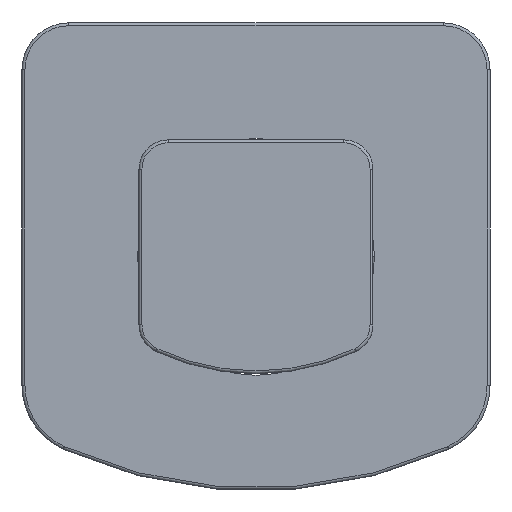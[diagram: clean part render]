
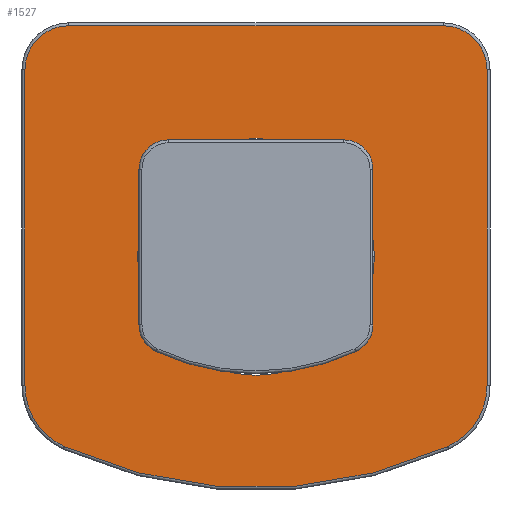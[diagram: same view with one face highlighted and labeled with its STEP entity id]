
A CAD part, front view. The second image highlights one B-rep face of the part: STEP entity #1527.
In plain terms, the highlighted face is planar.
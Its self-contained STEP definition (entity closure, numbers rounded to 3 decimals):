
#1527=ADVANCED_FACE('',(#2217,#2218),#1732,.T.);
#1732=PLANE('',#4783);
#1850=LINE('',#7800,#2012);
#1851=LINE('',#7804,#2013);
#1852=LINE('',#7808,#2014);
#2012=VECTOR('',#5428,1.);
#2013=VECTOR('',#5431,1.);
#2014=VECTOR('',#5434,1.);
#2217=FACE_BOUND('',#2428,.T.);
#2218=FACE_BOUND('',#2429,.T.);
#2428=EDGE_LOOP('',(#2878,#2879,#2880,#2881,#2882,#2883,#2884,#2885));
#2429=EDGE_LOOP('',(#2886));
#2878=ORIENTED_EDGE('',*,*,#4073,.T.);
#2879=ORIENTED_EDGE('',*,*,#4074,.T.);
#2880=ORIENTED_EDGE('',*,*,#4075,.T.);
#2881=ORIENTED_EDGE('',*,*,#4076,.T.);
#2882=ORIENTED_EDGE('',*,*,#4077,.T.);
#2883=ORIENTED_EDGE('',*,*,#4078,.T.);
#2884=ORIENTED_EDGE('',*,*,#4079,.T.);
#2885=ORIENTED_EDGE('',*,*,#4080,.T.);
#2886=ORIENTED_EDGE('',*,*,#4081,.T.);
#3718=VERTEX_POINT('',#7794);
#3719=VERTEX_POINT('',#7795);
#3720=VERTEX_POINT('',#7797);
#3721=VERTEX_POINT('',#7799);
#3722=VERTEX_POINT('',#7801);
#3723=VERTEX_POINT('',#7803);
#3724=VERTEX_POINT('',#7805);
#3725=VERTEX_POINT('',#7807);
#3726=VERTEX_POINT('',#7810);
#4073=EDGE_CURVE('',#3718,#3719,#4496,.T.);
#4074=EDGE_CURVE('',#3719,#3720,#4497,.T.);
#4075=EDGE_CURVE('',#3720,#3721,#4498,.T.);
#4076=EDGE_CURVE('',#3721,#3722,#1850,.T.);
#4077=EDGE_CURVE('',#3722,#3723,#4499,.T.);
#4078=EDGE_CURVE('',#3723,#3724,#1851,.T.);
#4079=EDGE_CURVE('',#3724,#3725,#4500,.T.);
#4080=EDGE_CURVE('',#3725,#3718,#1852,.T.);
#4081=EDGE_CURVE('',#3726,#3726,#4501,.T.);
#4496=CIRCLE('',#4777,11.5);
#4497=CIRCLE('',#4778,79.5);
#4498=CIRCLE('',#4779,11.5);
#4499=CIRCLE('',#4780,7.5);
#4500=CIRCLE('',#4781,7.5);
#4501=CIRCLE('',#4782,20.25);
#4777=AXIS2_PLACEMENT_3D('',#7793,#5422,#5423);
#4778=AXIS2_PLACEMENT_3D('',#7796,#5424,#5425);
#4779=AXIS2_PLACEMENT_3D('',#7798,#5426,#5427);
#4780=AXIS2_PLACEMENT_3D('',#7802,#5429,#5430);
#4781=AXIS2_PLACEMENT_3D('',#7806,#5432,#5433);
#4782=AXIS2_PLACEMENT_3D('',#7809,#5435,#5436);
#4783=AXIS2_PLACEMENT_3D('',#7811,#5437,#5438);
#5422=DIRECTION('',(0.,0.,-1.));
#5423=DIRECTION('',(-1.,0.,0.));
#5424=DIRECTION('',(0.,0.,-1.));
#5425=DIRECTION('',(-1.,0.,0.));
#5426=DIRECTION('',(0.,0.,-1.));
#5427=DIRECTION('',(-1.,0.,0.));
#5428=DIRECTION('',(0.,1.,0.));
#5429=DIRECTION('',(0.,0.,-1.));
#5430=DIRECTION('',(-1.,0.,0.));
#5431=DIRECTION('',(1.,0.,0.));
#5432=DIRECTION('',(0.,0.,-1.));
#5433=DIRECTION('',(-1.,0.,0.));
#5434=DIRECTION('',(0.,-1.,0.));
#5435=DIRECTION('',(0.,0.,1.));
#5436=DIRECTION('',(1.,0.,0.));
#5437=DIRECTION('',(0.,0.,-1.));
#5438=DIRECTION('',(-1.,0.,0.));
#7793=CARTESIAN_POINT('',(28.,-21.968,0.));
#7794=CARTESIAN_POINT('',(39.5,-21.968,0.));
#7795=CARTESIAN_POINT('',(32.735,-32.448,0.));
#7796=CARTESIAN_POINT('',(0.,40.,0.));
#7797=CARTESIAN_POINT('',(-32.735,-32.448,0.));
#7798=CARTESIAN_POINT('',(-28.,-21.968,0.));
#7799=CARTESIAN_POINT('',(-39.5,-21.968,0.));
#7800=CARTESIAN_POINT('',(-39.5,32.,0.));
#7801=CARTESIAN_POINT('',(-39.5,32.,0.));
#7802=CARTESIAN_POINT('',(-32.,32.,0.));
#7803=CARTESIAN_POINT('',(-32.,39.5,0.));
#7804=CARTESIAN_POINT('',(32.,39.5,0.));
#7805=CARTESIAN_POINT('',(32.,39.5,0.));
#7806=CARTESIAN_POINT('',(32.,32.,0.));
#7807=CARTESIAN_POINT('',(39.5,32.,0.));
#7808=CARTESIAN_POINT('',(39.5,-21.968,0.));
#7809=CARTESIAN_POINT('',(0.,0.,0.));
#7810=CARTESIAN_POINT('',(20.25,0.,0.));
#7811=CARTESIAN_POINT('',(32.,32.,0.));
